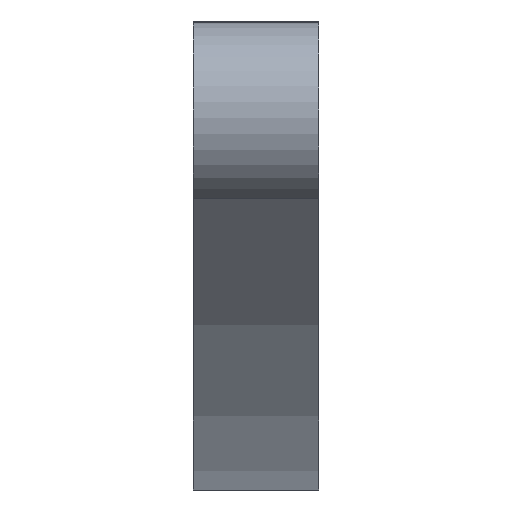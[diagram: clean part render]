
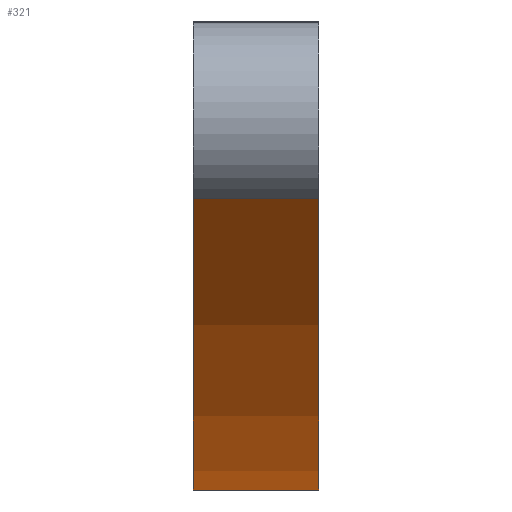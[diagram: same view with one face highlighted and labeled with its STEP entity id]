
A CAD part, left-side view. The second image highlights one B-rep face of the part: STEP entity #321.
In plain terms, the highlighted cylindrical face has radius 76 mm (diameter 152 mm), a partial arc.
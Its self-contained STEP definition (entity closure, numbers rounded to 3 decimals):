
#5 = DIRECTION ( 'NONE',  ( 0., -1., 0. ) ) ;
#29 = DIRECTION ( 'NONE',  ( 0., 1., 0. ) ) ;
#36 = CARTESIAN_POINT ( 'NONE',  ( 0., 4., -11.938 ) ) ;
#55 = DIRECTION ( 'NONE',  ( 0., 1., 0. ) ) ;
#60 = DIRECTION ( 'NONE',  ( 0., 0., -1. ) ) ;
#64 = AXIS2_PLACEMENT_3D ( 'NONE', #300, #130, #60 ) ;
#72 = VERTEX_POINT ( 'NONE', #345 ) ;
#80 = AXIS2_PLACEMENT_3D ( 'NONE', #222, #55, #388 ) ;
#91 = VERTEX_POINT ( 'NONE', #146 ) ;
#96 = LINE ( 'NONE', #418, #325 ) ;
#100 = EDGE_CURVE ( 'NONE', #391, #415, #96, .T. ) ;
#130 = DIRECTION ( 'NONE',  ( 0., -1., 0. ) ) ;
#136 = CARTESIAN_POINT ( 'NONE',  ( -36.438, 0., -2.633 ) ) ;
#140 = CARTESIAN_POINT ( 'NONE',  ( -36.438, 4., -2.633 ) ) ;
#146 = CARTESIAN_POINT ( 'NONE',  ( 0., 0., -11.938 ) ) ;
#147 = CYLINDRICAL_SURFACE ( 'NONE', #64, 76. ) ;
#159 = EDGE_CURVE ( 'NONE', #72, #391, #173, .T. ) ;
#172 = EDGE_CURVE ( 'NONE', #91, #415, #363, .T. ) ;
#173 = CIRCLE ( 'NONE', #80, 76. ) ;
#192 = EDGE_LOOP ( 'NONE', ( #202, #417, #330, #240 ) ) ;
#202 = ORIENTED_EDGE ( 'NONE', *, *, #159, .F. ) ;
#222 = CARTESIAN_POINT ( 'NONE',  ( 0., 4., 64.062 ) ) ;
#240 = ORIENTED_EDGE ( 'NONE', *, *, #100, .F. ) ;
#263 = EDGE_CURVE ( 'NONE', #72, #91, #276, .T. ) ;
#276 = LINE ( 'NONE', #36, #317 ) ;
#300 = CARTESIAN_POINT ( 'NONE',  ( 0., 4., 64.062 ) ) ;
#317 = VECTOR ( 'NONE', #5, 1000. ) ;
#321 = ADVANCED_FACE ( 'NONE', ( #340 ), #147, .T. ) ;
#322 = DIRECTION ( 'NONE',  ( 0., -1., 0. ) ) ;
#325 = VECTOR ( 'NONE', #322, 1000. ) ;
#330 = ORIENTED_EDGE ( 'NONE', *, *, #172, .T. ) ;
#340 = FACE_OUTER_BOUND ( 'NONE', #192, .T. ) ;
#345 = CARTESIAN_POINT ( 'NONE',  ( 0., 4., -11.938 ) ) ;
#357 = CARTESIAN_POINT ( 'NONE',  ( 0., 0., 64.062 ) ) ;
#358 = DIRECTION ( 'NONE',  ( 0., 0., 1. ) ) ;
#363 = CIRCLE ( 'NONE', #380, 76. ) ;
#380 = AXIS2_PLACEMENT_3D ( 'NONE', #357, #29, #358 ) ;
#388 = DIRECTION ( 'NONE',  ( 0., 0., 1. ) ) ;
#391 = VERTEX_POINT ( 'NONE', #140 ) ;
#415 = VERTEX_POINT ( 'NONE', #136 ) ;
#417 = ORIENTED_EDGE ( 'NONE', *, *, #263, .T. ) ;
#418 = CARTESIAN_POINT ( 'NONE',  ( -36.438, 4., -2.633 ) ) ;
